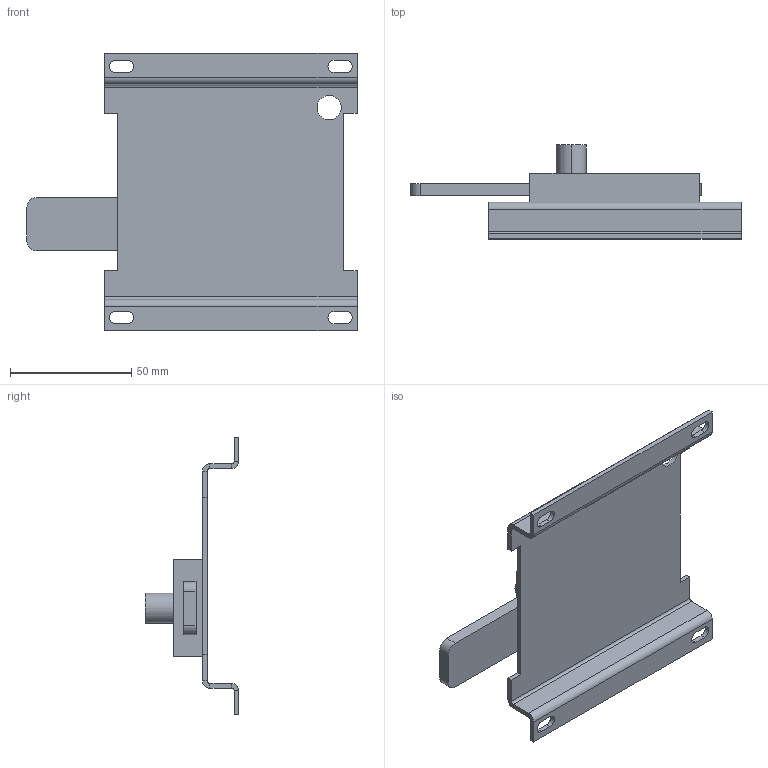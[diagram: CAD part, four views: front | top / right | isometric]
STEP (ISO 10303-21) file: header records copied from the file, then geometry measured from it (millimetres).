
FILE_DESCRIPTION (( 'STEP AP203' ), '1' );
FILE_NAME ('Ìåõàíè÷åñêàÿ âçàèìíàÿ áëîêèðîâêà 2-õ 3Ð ÂÀ-99Ì 100.STEP', '2018-09-04T06:01:52', ( '' ), ( '' ), 'SwSTEP 2.0', 'SolidWorks 2017', '' );
FILE_SCHEMA (( 'CONFIG_CONTROL_DESIGN' ));
Length unit declared in the file: millimetre
Products named in the file (1): Ìåõàíè÷åñêàÿ âçàèìíàÿ áëîêèðîâêà 2-õ 3Ð ÂÀ-99Ì 100
Bounding box: 136 x 38.7 x 114.5 mm (x, y, z)
Volume: 64676.2 mm3; surface area: 34241.1 mm2
Topology: 1 solids, 1 shells, 89 faces, 214 edges, 132 vertices
Faces by surface type: plane 63, cylinder 26
Entity records: 2641 total; most frequent: DIRECTION 446, CARTESIAN_POINT 436, ORIENTED_EDGE 428, EDGE_CURVE 214, VECTOR 162, LINE 162, AXIS2_PLACEMENT_3D 142, VERTEX_POINT 132
